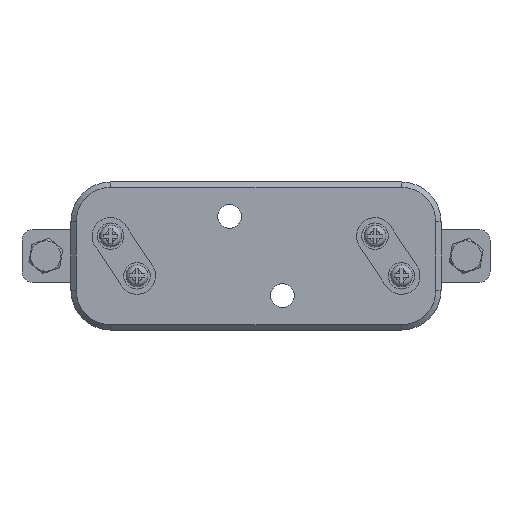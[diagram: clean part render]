
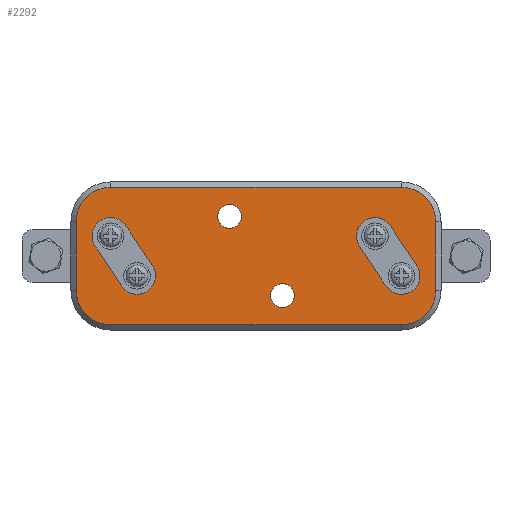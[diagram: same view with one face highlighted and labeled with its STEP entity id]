
A CAD part, left-side view. The second image highlights one B-rep face of the part: STEP entity #2292.
In plain terms, the highlighted planar face has unit normal (-1, 0, 0).
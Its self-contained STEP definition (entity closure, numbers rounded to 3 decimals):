
#437=CIRCLE('',#8298,4.5);
#441=CIRCLE('',#8304,4.5);
#457=CIRCLE('',#8324,7.);
#458=CIRCLE('',#8325,7.);
#459=CIRCLE('',#8326,7.);
#460=CIRCLE('',#8327,7.);
#461=CIRCLE('',#8328,13.);
#462=CIRCLE('',#8329,13.);
#463=CIRCLE('',#8330,13.);
#464=CIRCLE('',#8331,13.);
#929=LINE('',#20158,#1487);
#930=LINE('',#20162,#1488);
#931=LINE('',#20166,#1489);
#932=LINE('',#20170,#1490);
#933=LINE('',#20171,#1491);
#934=LINE('',#20176,#1492);
#935=LINE('',#20180,#1493);
#936=LINE('',#20184,#1494);
#1487=VECTOR('',#9796,1.);
#1488=VECTOR('',#9799,1.);
#1489=VECTOR('',#9802,1.);
#1490=VECTOR('',#9805,1.);
#1491=VECTOR('',#9806,1.);
#1492=VECTOR('',#9809,1.);
#1493=VECTOR('',#9812,1.);
#1494=VECTOR('',#9815,1.);
#1964=FACE_BOUND('',#3456,.T.);
#1965=FACE_BOUND('',#3457,.T.);
#1966=FACE_BOUND('',#3458,.T.);
#1967=FACE_BOUND('',#3459,.T.);
#1968=FACE_BOUND('',#3460,.T.);
#2292=ADVANCED_FACE('',(#1964,#1965,#1966,#1967,#1968),#2665,.F.);
#2665=PLANE('',#8332);
#3456=EDGE_LOOP('',(#4795,#4796,#4797,#4798));
#3457=EDGE_LOOP('',(#4799,#4800,#4801,#4802));
#3458=EDGE_LOOP('',(#4803));
#3459=EDGE_LOOP('',(#4804));
#3460=EDGE_LOOP('',(#4805,#4806,#4807,#4808,#4809,#4810,#4811,#4812));
#4795=ORIENTED_EDGE('',*,*,#7219,.T.);
#4796=ORIENTED_EDGE('',*,*,#7220,.T.);
#4797=ORIENTED_EDGE('',*,*,#7221,.T.);
#4798=ORIENTED_EDGE('',*,*,#7222,.T.);
#4799=ORIENTED_EDGE('',*,*,#7223,.T.);
#4800=ORIENTED_EDGE('',*,*,#7224,.T.);
#4801=ORIENTED_EDGE('',*,*,#7225,.T.);
#4802=ORIENTED_EDGE('',*,*,#7226,.T.);
#4803=ORIENTED_EDGE('',*,*,#7181,.T.);
#4804=ORIENTED_EDGE('',*,*,#7186,.T.);
#4805=ORIENTED_EDGE('',*,*,#7227,.T.);
#4806=ORIENTED_EDGE('',*,*,#7228,.T.);
#4807=ORIENTED_EDGE('',*,*,#7229,.T.);
#4808=ORIENTED_EDGE('',*,*,#7230,.T.);
#4809=ORIENTED_EDGE('',*,*,#7231,.T.);
#4810=ORIENTED_EDGE('',*,*,#7232,.T.);
#4811=ORIENTED_EDGE('',*,*,#7233,.F.);
#4812=ORIENTED_EDGE('',*,*,#7234,.T.);
#6293=VERTEX_POINT('',#20076);
#6297=VERTEX_POINT('',#20087);
#6329=VERTEX_POINT('',#20156);
#6330=VERTEX_POINT('',#20157);
#6331=VERTEX_POINT('',#20159);
#6332=VERTEX_POINT('',#20161);
#6333=VERTEX_POINT('',#20164);
#6334=VERTEX_POINT('',#20165);
#6335=VERTEX_POINT('',#20167);
#6336=VERTEX_POINT('',#20169);
#6337=VERTEX_POINT('',#20172);
#6338=VERTEX_POINT('',#20173);
#6339=VERTEX_POINT('',#20175);
#6340=VERTEX_POINT('',#20177);
#6341=VERTEX_POINT('',#20179);
#6342=VERTEX_POINT('',#20181);
#6343=VERTEX_POINT('',#20183);
#6344=VERTEX_POINT('',#20185);
#7181=EDGE_CURVE('',#6293,#6293,#437,.T.);
#7186=EDGE_CURVE('',#6297,#6297,#441,.T.);
#7219=EDGE_CURVE('',#6329,#6330,#457,.T.);
#7220=EDGE_CURVE('',#6330,#6331,#929,.T.);
#7221=EDGE_CURVE('',#6331,#6332,#458,.T.);
#7222=EDGE_CURVE('',#6332,#6329,#930,.T.);
#7223=EDGE_CURVE('',#6333,#6334,#459,.T.);
#7224=EDGE_CURVE('',#6334,#6335,#931,.T.);
#7225=EDGE_CURVE('',#6335,#6336,#460,.T.);
#7226=EDGE_CURVE('',#6336,#6333,#932,.T.);
#7227=EDGE_CURVE('',#6337,#6338,#933,.T.);
#7228=EDGE_CURVE('',#6338,#6339,#461,.T.);
#7229=EDGE_CURVE('',#6339,#6340,#934,.T.);
#7230=EDGE_CURVE('',#6340,#6341,#462,.T.);
#7231=EDGE_CURVE('',#6341,#6342,#935,.T.);
#7232=EDGE_CURVE('',#6342,#6343,#463,.T.);
#7233=EDGE_CURVE('',#6344,#6343,#936,.T.);
#7234=EDGE_CURVE('',#6344,#6337,#464,.T.);
#8298=AXIS2_PLACEMENT_3D('',#20075,#9724,#9725);
#8304=AXIS2_PLACEMENT_3D('',#20086,#9737,#9738);
#8324=AXIS2_PLACEMENT_3D('',#20155,#9794,#9795);
#8325=AXIS2_PLACEMENT_3D('',#20160,#9797,#9798);
#8326=AXIS2_PLACEMENT_3D('',#20163,#9800,#9801);
#8327=AXIS2_PLACEMENT_3D('',#20168,#9803,#9804);
#8328=AXIS2_PLACEMENT_3D('',#20174,#9807,#9808);
#8329=AXIS2_PLACEMENT_3D('',#20178,#9810,#9811);
#8330=AXIS2_PLACEMENT_3D('',#20182,#9813,#9814);
#8331=AXIS2_PLACEMENT_3D('',#20186,#9816,#9817);
#8332=AXIS2_PLACEMENT_3D('',#20187,#9818,#9819);
#9724=DIRECTION('',(1.,0.,0.));
#9725=DIRECTION('',(0.,0.,-1.));
#9737=DIRECTION('',(1.,0.,0.));
#9738=DIRECTION('',(0.,0.,-1.));
#9794=DIRECTION('',(1.,0.,0.));
#9795=DIRECTION('',(0.,0.,-1.));
#9796=DIRECTION('',(0.,-0.555,-0.832));
#9797=DIRECTION('',(1.,0.,0.));
#9798=DIRECTION('',(0.,0.,-1.));
#9799=DIRECTION('',(0.,0.555,0.832));
#9800=DIRECTION('',(1.,0.,0.));
#9801=DIRECTION('',(0.,0.,-1.));
#9802=DIRECTION('',(0.,-0.555,-0.832));
#9803=DIRECTION('',(1.,0.,0.));
#9804=DIRECTION('',(0.,0.,-1.));
#9805=DIRECTION('',(0.,0.549,0.836));
#9806=DIRECTION('',(0.,1.,0.));
#9807=DIRECTION('',(-1.,0.,0.));
#9808=DIRECTION('',(0.,0.,-1.));
#9809=DIRECTION('',(0.,0.,-1.));
#9810=DIRECTION('',(-1.,0.,0.));
#9811=DIRECTION('',(0.,0.,-1.));
#9812=DIRECTION('',(0.,-1.,0.));
#9813=DIRECTION('',(-1.,0.,0.));
#9814=DIRECTION('',(0.,0.,-1.));
#9815=DIRECTION('',(0.,0.,-1.));
#9816=DIRECTION('',(-1.,0.,0.));
#9817=DIRECTION('',(0.,0.,-1.));
#9818=DIRECTION('',(1.,0.,0.));
#9819=DIRECTION('',(0.,0.,-1.));
#20075=CARTESIAN_POINT('',(38.085,87.811,13.));
#20076=CARTESIAN_POINT('',(38.085,87.811,8.5));
#20086=CARTESIAN_POINT('',(38.085,107.811,43.));
#20087=CARTESIAN_POINT('',(38.085,107.811,38.5));
#20155=CARTESIAN_POINT('',(38.085,52.811,35.5));
#20156=CARTESIAN_POINT('',(38.085,58.635,31.617));
#20157=CARTESIAN_POINT('',(38.085,46.987,39.383));
#20158=CARTESIAN_POINT('',(38.085,91.217,105.729));
#20159=CARTESIAN_POINT('',(38.085,36.987,24.383));
#20160=CARTESIAN_POINT('',(38.085,42.811,20.5));
#20161=CARTESIAN_POINT('',(38.085,48.635,16.617));
#20162=CARTESIAN_POINT('',(38.085,102.866,97.963));
#20163=CARTESIAN_POINT('',(38.085,152.811,35.5));
#20164=CARTESIAN_POINT('',(38.085,157.811,30.601));
#20165=CARTESIAN_POINT('',(38.085,146.987,39.383));
#20166=CARTESIAN_POINT('',(38.085,160.448,59.575));
#20167=CARTESIAN_POINT('',(38.085,136.987,24.383));
#20168=CARTESIAN_POINT('',(38.085,142.811,20.5));
#20169=CARTESIAN_POINT('',(38.085,148.664,16.66));
#20170=CARTESIAN_POINT('',(38.085,171.868,52.025));
#20171=CARTESIAN_POINT('',(38.085,152.811,54.));
#20172=CARTESIAN_POINT('',(38.085,42.811,54.));
#20173=CARTESIAN_POINT('',(38.085,152.811,54.));
#20174=CARTESIAN_POINT('',(38.085,152.811,41.));
#20175=CARTESIAN_POINT('',(38.085,165.811,41.));
#20176=CARTESIAN_POINT('',(38.085,165.811,56.));
#20177=CARTESIAN_POINT('',(38.085,165.811,15.));
#20178=CARTESIAN_POINT('',(38.085,152.811,15.));
#20179=CARTESIAN_POINT('',(38.085,152.811,2.));
#20180=CARTESIAN_POINT('',(38.085,165.811,2.));
#20181=CARTESIAN_POINT('',(38.085,42.811,2.));
#20182=CARTESIAN_POINT('',(38.085,42.811,15.));
#20183=CARTESIAN_POINT('',(38.085,29.811,15.));
#20184=CARTESIAN_POINT('',(38.085,29.811,56.));
#20185=CARTESIAN_POINT('',(38.085,29.811,41.));
#20186=CARTESIAN_POINT('',(38.085,42.811,41.));
#20187=CARTESIAN_POINT('',(38.085,165.811,56.));
